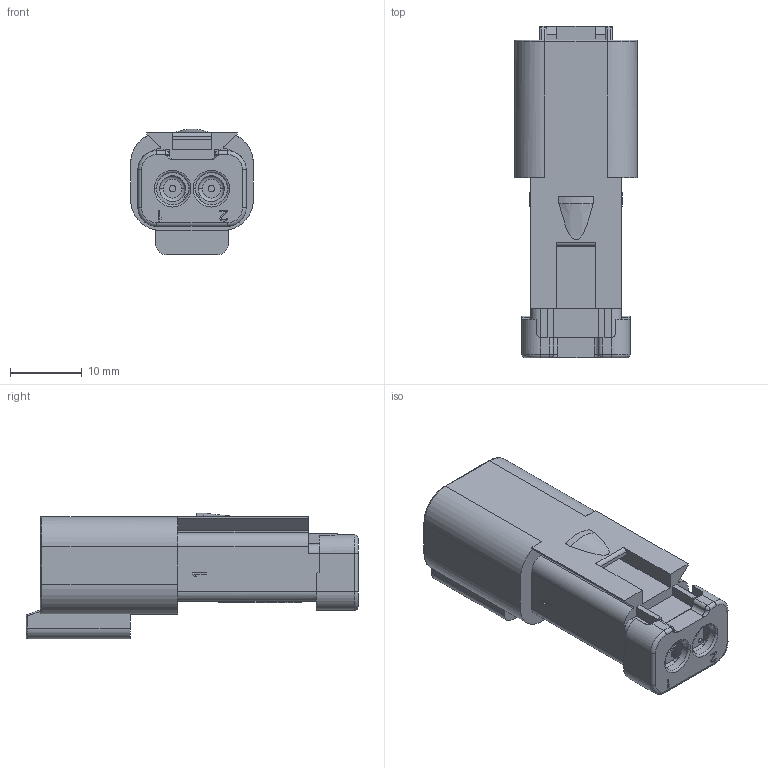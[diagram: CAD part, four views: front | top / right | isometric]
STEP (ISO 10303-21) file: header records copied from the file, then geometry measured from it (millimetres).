
FILE_DESCRIPTION((''),'2;1');
FILE_NAME('26-54223-02P','2016-04-20T',('Jony.xie'),(''),'PRO/ENGINEER BY PARAMETRIC TECHNOLOGY CORPORATION, 2013230','PRO/ENGINEER BY PARAMETRIC TECHNOLOGY CORPORATION, 2013230','');
FILE_SCHEMA(('CONFIG_CONTROL_DESIGN'));
Length unit declared in the file: millimetre
Products named in the file (1): 26-54223-02P
Bounding box: 17.05 x 46.18 x 17.48 mm (x, y, z)
Volume: 4465.9 mm3; surface area: 4409.4 mm2
Topology: 1 solids, 1 shells, 661 faces, 1801 edges, 1173 vertices
Faces by surface type: plane 511, cylinder 95, torus 30, sphere 12, cone 9, bspline 4
Entity records: 21019 total; most frequent: CARTESIAN_POINT 4267, ORIENTED_EDGE 3586, DIRECTION 3265, EDGE_CURVE 1793, VECTOR 1491, LINE 1491, VERTEX_POINT 1173, AXIS2_PLACEMENT_3D 887
